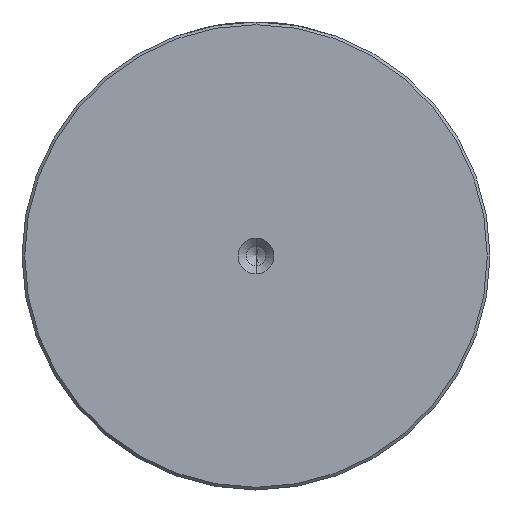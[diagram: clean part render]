
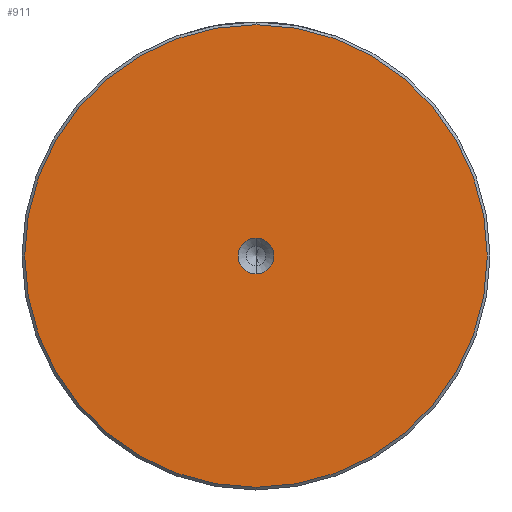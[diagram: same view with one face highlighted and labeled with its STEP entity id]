
A CAD part, left-side view. The second image highlights one B-rep face of the part: STEP entity #911.
In plain terms, the highlighted planar face has unit normal (-1, 0, 0).
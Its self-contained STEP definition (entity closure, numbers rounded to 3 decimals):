
#63 = ORIENTED_EDGE ( 'NONE', *, *, #960, .F. ) ;
#212 = CIRCLE ( 'NONE', #2774, 42.5 ) ;
#249 = ORIENTED_EDGE ( 'NONE', *, *, #2038, .F. ) ;
#351 = VERTEX_POINT ( 'NONE', #1724 ) ;
#355 = DIRECTION ( 'NONE',  ( -1., 0., 0. ) ) ;
#441 = AXIS2_PLACEMENT_3D ( 'NONE', #1875, #355, #2123 ) ;
#482 = AXIS2_PLACEMENT_3D ( 'NONE', #1557, #1470, #1407 ) ;
#698 = CIRCLE ( 'NONE', #2182, 3.3 ) ;
#729 = VERTEX_POINT ( 'NONE', #1656 ) ;
#774 = CIRCLE ( 'NONE', #441, 42.5 ) ;
#911 = ADVANCED_FACE ( 'NONE', ( #1176, #1844 ), #2704, .T. ) ;
#960 = EDGE_CURVE ( 'NONE', #351, #1714, #698, .T. ) ;
#997 = CARTESIAN_POINT ( 'NONE',  ( 0., 0., 0. ) ) ;
#1176 = FACE_OUTER_BOUND ( 'NONE', #1662, .T. ) ;
#1196 = ORIENTED_EDGE ( 'NONE', *, *, #1350, .T. ) ;
#1254 = DIRECTION ( 'NONE',  ( 0., 0., 1. ) ) ;
#1262 = DIRECTION ( 'NONE',  ( -1., 0., 0. ) ) ;
#1350 = EDGE_CURVE ( 'NONE', #2828, #729, #774, .T. ) ;
#1407 = DIRECTION ( 'NONE',  ( 0., 0., 1. ) ) ;
#1408 = CIRCLE ( 'NONE', #3089, 3.3 ) ;
#1470 = DIRECTION ( 'NONE',  ( -1., 0., 0. ) ) ;
#1557 = CARTESIAN_POINT ( 'NONE',  ( 0., 0., 0. ) ) ;
#1656 = CARTESIAN_POINT ( 'NONE',  ( 0., 0., -42.5 ) ) ;
#1662 = EDGE_LOOP ( 'NONE', ( #1813, #1196 ) ) ;
#1714 = VERTEX_POINT ( 'NONE', #2692 ) ;
#1724 = CARTESIAN_POINT ( 'NONE',  ( 0., 0., -3.3 ) ) ;
#1813 = ORIENTED_EDGE ( 'NONE', *, *, #1996, .T. ) ;
#1844 = FACE_BOUND ( 'NONE', #2406, .T. ) ;
#1875 = CARTESIAN_POINT ( 'NONE',  ( 0., 0., 0. ) ) ;
#1996 = EDGE_CURVE ( 'NONE', #729, #2828, #212, .T. ) ;
#2038 = EDGE_CURVE ( 'NONE', #1714, #351, #1408, .T. ) ;
#2123 = DIRECTION ( 'NONE',  ( 0., 0., 1. ) ) ;
#2182 = AXIS2_PLACEMENT_3D ( 'NONE', #2597, #2543, #2413 ) ;
#2351 = CARTESIAN_POINT ( 'NONE',  ( 0., 0., 42.5 ) ) ;
#2406 = EDGE_LOOP ( 'NONE', ( #249, #63 ) ) ;
#2413 = DIRECTION ( 'NONE',  ( 0., 0., 1. ) ) ;
#2543 = DIRECTION ( 'NONE',  ( -1., 0., 0. ) ) ;
#2597 = CARTESIAN_POINT ( 'NONE',  ( 0., 0., 0. ) ) ;
#2692 = CARTESIAN_POINT ( 'NONE',  ( 0., 0., 3.3 ) ) ;
#2704 = PLANE ( 'NONE',  #482 ) ;
#2743 = DIRECTION ( 'NONE',  ( -1., 0., 0. ) ) ;
#2754 = CARTESIAN_POINT ( 'NONE',  ( 0., 0., 0. ) ) ;
#2774 = AXIS2_PLACEMENT_3D ( 'NONE', #997, #2743, #1254 ) ;
#2828 = VERTEX_POINT ( 'NONE', #2351 ) ;
#2994 = DIRECTION ( 'NONE',  ( 0., 0., 1. ) ) ;
#3089 = AXIS2_PLACEMENT_3D ( 'NONE', #2754, #1262, #2994 ) ;
